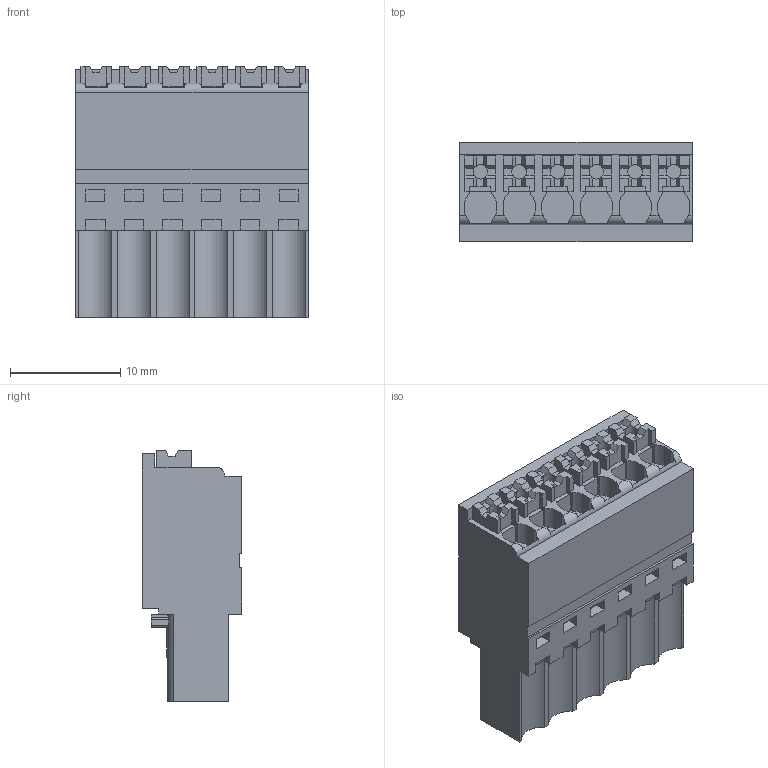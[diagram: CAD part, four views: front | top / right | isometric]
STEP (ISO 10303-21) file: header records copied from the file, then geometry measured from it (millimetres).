
FILE_DESCRIPTION(('CATIA V5R24 STEP','CAx-IF Rec.Pracs.--- Model Styling and Organization---1.2---2011-12-15'),'2;1');
FILE_NAME ('D1462509_0', '2018-01-11T13:31:09+00:00', ('Weidmueller Interface'), ('Weidmueller'), 'CATIA Version 5-6 Release 2014 SP4 HF52', 'CATIA V5 STEP AP214', 'none');
FILE_SCHEMA(('AUTOMOTIVE_DESIGN { 1 0 10303 214 1 1 1 1 }'));
Length unit declared in the file: millimetre
Products named in the file (1): 2459090000
Bounding box: 21.04 x 9 x 22.7 mm (x, y, z)
Volume: 3077.2 mm3; surface area: 2666.2 mm2
Topology: 7 solids, 7 shells, 572 faces, 1673 edges, 1127 vertices
Faces by surface type: plane 523, cylinder 49
Entity records: 18253 total; most frequent: CARTESIAN_POINT 3770, ORIENTED_EDGE 3346, DIRECTION 2330, EDGE_CURVE 1673, VECTOR 1407, LINE 1407, VERTEX_POINT 1127, EDGE_LOOP 596
